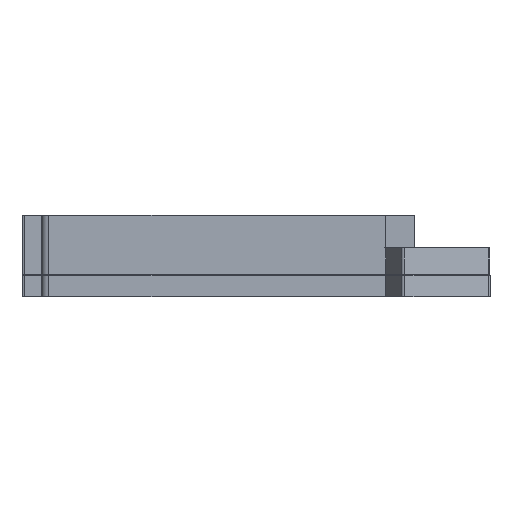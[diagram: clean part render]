
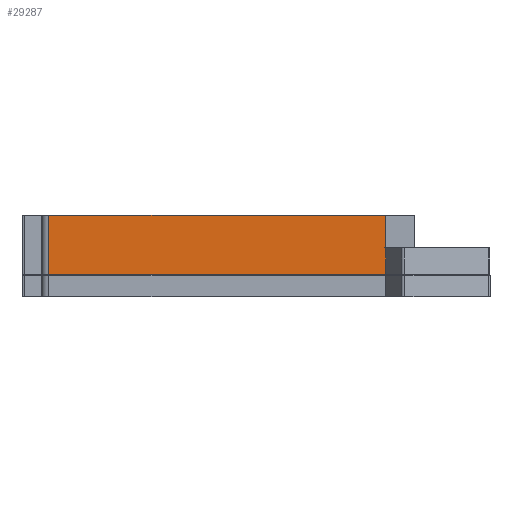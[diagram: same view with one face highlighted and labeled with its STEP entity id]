
A CAD part, left-side view. The second image highlights one B-rep face of the part: STEP entity #29287.
In plain terms, the highlighted planar face has unit normal (-1, 0, 0).
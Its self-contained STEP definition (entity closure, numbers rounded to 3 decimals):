
#1933=LINE('',#38922,#5053);
#2135=LINE('',#40053,#5255);
#2190=LINE('',#40186,#5310);
#2197=LINE('',#40203,#5317);
#2370=LINE('',#40691,#5490);
#2371=LINE('',#40692,#5491);
#5053=VECTOR('',#32626,10.);
#5255=VECTOR('',#32986,10.);
#5310=VECTOR('',#33089,10.);
#5317=VECTOR('',#33106,10.);
#5490=VECTOR('',#33503,10.);
#5491=VECTOR('',#33504,10.);
#8339=FACE_OUTER_BOUND('',#9986,.T.);
#9986=EDGE_LOOP('',(#20638,#20639,#20640,#20641,#20642,#20643));
#11992=VERTEX_POINT('',#38919);
#11993=VERTEX_POINT('',#38921);
#12205=VERTEX_POINT('',#40050);
#12206=VERTEX_POINT('',#40052);
#12260=VERTEX_POINT('',#40185);
#12265=VERTEX_POINT('',#40201);
#15007=EDGE_CURVE('',#11993,#11992,#1933,.T.);
#15309=EDGE_CURVE('',#12205,#12206,#2135,.T.);
#15375=EDGE_CURVE('',#12260,#11993,#2190,.T.);
#15384=EDGE_CURVE('',#12265,#12205,#2197,.T.);
#15598=EDGE_CURVE('',#12260,#12265,#2370,.T.);
#15599=EDGE_CURVE('',#11992,#12206,#2371,.T.);
#20638=ORIENTED_EDGE('',*,*,#15384,.F.);
#20639=ORIENTED_EDGE('',*,*,#15598,.F.);
#20640=ORIENTED_EDGE('',*,*,#15375,.T.);
#20641=ORIENTED_EDGE('',*,*,#15007,.T.);
#20642=ORIENTED_EDGE('',*,*,#15599,.T.);
#20643=ORIENTED_EDGE('',*,*,#15309,.F.);
#28254=PLANE('',#30954);
#29287=ADVANCED_FACE('',(#8339),#28254,.T.);
#30954=AXIS2_PLACEMENT_3D('',#40690,#33501,#33502);
#32626=DIRECTION('',(0.,1.,0.));
#32986=DIRECTION('',(0.,-1.,0.));
#33089=DIRECTION('',(0.,0.,1.));
#33106=DIRECTION('',(0.,0.,1.));
#33501=DIRECTION('center_axis',(-1.,0.,0.));
#33502=DIRECTION('ref_axis',(0.,-1.,0.));
#33503=DIRECTION('',(0.,1.,0.));
#33504=DIRECTION('',(0.,0.,1.));
#38919=CARTESIAN_POINT('',(162.585,-120.425,3.65));
#38921=CARTESIAN_POINT('',(162.585,-120.425,3.65));
#38922=CARTESIAN_POINT('',(162.585,-70.975,3.65));
#40050=CARTESIAN_POINT('',(162.585,-49.155,10.5));
#40052=CARTESIAN_POINT('',(162.585,-120.425,10.5));
#40053=CARTESIAN_POINT('',(162.585,-47.655,10.5));
#40185=CARTESIAN_POINT('',(162.585,-120.425,-2.));
#40186=CARTESIAN_POINT('',(162.585,-120.425,0.));
#40201=CARTESIAN_POINT('',(162.585,-49.155,-2.));
#40203=CARTESIAN_POINT('',(162.585,-49.155,0.));
#40690=CARTESIAN_POINT('Origin',(162.585,-47.655,0.));
#40691=CARTESIAN_POINT('',(162.585,-47.655,-2.));
#40692=CARTESIAN_POINT('',(162.585,-120.425,0.));
